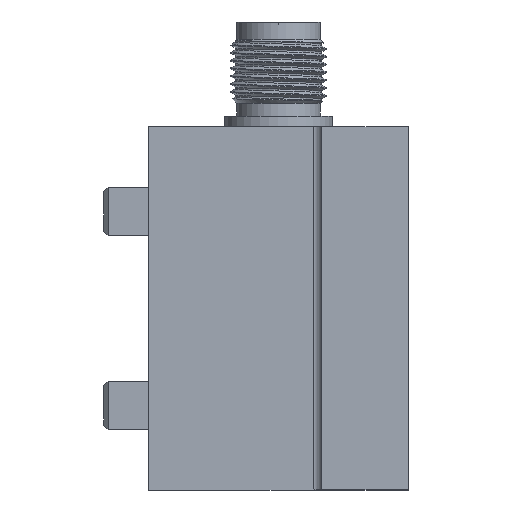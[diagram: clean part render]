
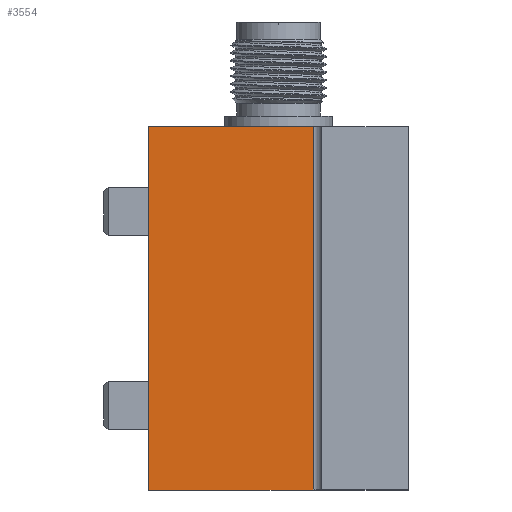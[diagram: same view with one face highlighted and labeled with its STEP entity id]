
A CAD part, left-side view. The second image highlights one B-rep face of the part: STEP entity #3554.
In plain terms, the highlighted planar face has unit normal (-1, 0, 0).
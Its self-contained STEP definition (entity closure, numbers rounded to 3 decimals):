
#623 = CARTESIAN_POINT ( 'NONE',  ( -54.75, 11., -21. ) ) ;
#658 = EDGE_CURVE ( 'NONE', #3681, #4454, #9733, .T. ) ;
#1237 = CARTESIAN_POINT ( 'NONE',  ( -54.75, 11., 21. ) ) ;
#1247 = ORIENTED_EDGE ( 'NONE', *, *, #6709, .T. ) ;
#1397 = EDGE_LOOP ( 'NONE', ( #1247, #11146, #2394, #6835 ) ) ;
#1887 = VECTOR ( 'NONE', #5094, 1000. ) ;
#2295 = CARTESIAN_POINT ( 'NONE',  ( -54.75, 30., 21. ) ) ;
#2394 = ORIENTED_EDGE ( 'NONE', *, *, #10596, .F. ) ;
#2412 = VECTOR ( 'NONE', #4925, 1000. ) ;
#2788 = PLANE ( 'NONE',  #9523 ) ;
#3554 = ADVANCED_FACE ( 'NONE', ( #8246 ), #2788, .F. ) ;
#3681 = VERTEX_POINT ( 'NONE', #623 ) ;
#4454 = VERTEX_POINT ( 'NONE', #8933 ) ;
#4490 = LINE ( 'NONE', #6404, #6185 ) ;
#4925 = DIRECTION ( 'NONE',  ( 0., -1., 0. ) ) ;
#5033 = DIRECTION ( 'NONE',  ( 0., 0., 1. ) ) ;
#5094 = DIRECTION ( 'NONE',  ( 0., -1., 0. ) ) ;
#5452 = CARTESIAN_POINT ( 'NONE',  ( -54.75, 30., 21. ) ) ;
#6025 = LINE ( 'NONE', #2295, #1887 ) ;
#6185 = VECTOR ( 'NONE', #11962, 1000. ) ;
#6404 = CARTESIAN_POINT ( 'NONE',  ( -54.75, 30., 21. ) ) ;
#6413 = VECTOR ( 'NONE', #5033, 1000. ) ;
#6709 = EDGE_CURVE ( 'NONE', #10548, #3681, #11598, .T. ) ;
#6835 = ORIENTED_EDGE ( 'NONE', *, *, #7044, .F. ) ;
#7044 = EDGE_CURVE ( 'NONE', #10548, #7483, #4490, .T. ) ;
#7483 = VERTEX_POINT ( 'NONE', #12181 ) ;
#8012 = CARTESIAN_POINT ( 'NONE',  ( -54.75, 30., -21. ) ) ;
#8246 = FACE_OUTER_BOUND ( 'NONE', #1397, .T. ) ;
#8300 = DIRECTION ( 'NONE',  ( 1., 0., 0. ) ) ;
#8517 = CARTESIAN_POINT ( 'NONE',  ( -54.75, 30., -21. ) ) ;
#8933 = CARTESIAN_POINT ( 'NONE',  ( -54.75, 11., 21. ) ) ;
#9523 = AXIS2_PLACEMENT_3D ( 'NONE', #5452, #8300, #12068 ) ;
#9733 = LINE ( 'NONE', #1237, #6413 ) ;
#10548 = VERTEX_POINT ( 'NONE', #8012 ) ;
#10596 = EDGE_CURVE ( 'NONE', #7483, #4454, #6025, .T. ) ;
#11146 = ORIENTED_EDGE ( 'NONE', *, *, #658, .T. ) ;
#11598 = LINE ( 'NONE', #8517, #2412 ) ;
#11962 = DIRECTION ( 'NONE',  ( 0., 0., 1. ) ) ;
#12068 = DIRECTION ( 'NONE',  ( 0., 0., -1. ) ) ;
#12181 = CARTESIAN_POINT ( 'NONE',  ( -54.75, 30., 21. ) ) ;
